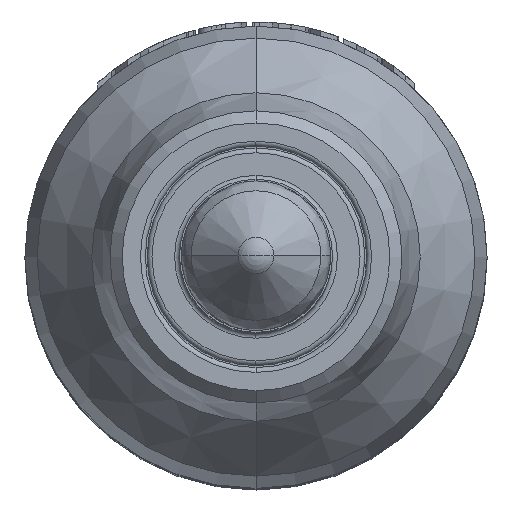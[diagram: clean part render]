
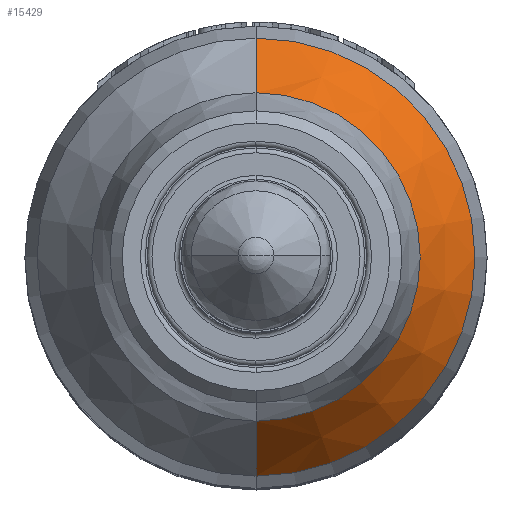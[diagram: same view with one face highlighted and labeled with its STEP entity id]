
A CAD part, top view. The second image highlights one B-rep face of the part: STEP entity #15429.
In plain terms, the highlighted conical face has half-angle 34.828 degrees and reference radius 7.875 mm.
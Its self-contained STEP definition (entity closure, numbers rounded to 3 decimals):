
#4808=CARTESIAN_POINT('',(0.,0.,26.366));
#4809=DIRECTION('',(0.,0.,-1.));
#4810=DIRECTION('',(0.,1.,0.));
#4811=AXIS2_PLACEMENT_3D('',#4808,#4809,#4810);
#4813=DIRECTION('',(0.,0.571,-0.821));
#4814=VECTOR('',#4813,3.94);
#4815=CARTESIAN_POINT('',(0.,6.75,29.6));
#4816=LINE('',#4815,#4814);
#4817=DIRECTION('',(0.,-0.571,-0.821));
#4818=VECTOR('',#4817,3.94);
#4819=CARTESIAN_POINT('',(0.,-6.75,29.6));
#4820=LINE('',#4819,#4818);
#4821=CARTESIAN_POINT('',(0.,0.,29.6));
#4822=DIRECTION('',(0.,0.,-1.));
#4823=DIRECTION('',(0.,1.,0.));
#4824=AXIS2_PLACEMENT_3D('',#4821,#4822,#4823);
#9946=CARTESIAN_POINT('',(0.,6.75,29.6));
#9947=CARTESIAN_POINT('',(0.,9.,26.366));
#9948=VERTEX_POINT('',#9946);
#9949=VERTEX_POINT('',#9947);
#9950=CARTESIAN_POINT('',(0.,-6.75,29.6));
#9951=CARTESIAN_POINT('',(0.,-9.,26.366));
#9952=VERTEX_POINT('',#9950);
#9953=VERTEX_POINT('',#9951);
#15415=CARTESIAN_POINT('',(0.,0.,27.983));
#15416=DIRECTION('',(0.,0.,-1.));
#15417=DIRECTION('',(0.,1.,0.));
#15418=AXIS2_PLACEMENT_3D('',#15415,#15416,#15417);
#15419=CONICAL_SURFACE('',#15418,7.875,34.828);
#15421=ORIENTED_EDGE('',*,*,#15420,.T.);
#15422=ORIENTED_EDGE('',*,*,#15410,.T.);
#15424=ORIENTED_EDGE('',*,*,#15423,.F.);
#15426=ORIENTED_EDGE('',*,*,#15425,.F.);
#15427=EDGE_LOOP('',(#15421,#15422,#15424,#15426));
#15428=FACE_OUTER_BOUND('',#15427,.F.);
#15429=ADVANCED_FACE('',(#15428),#15419,.T.);
#4812=CIRCLE('',#4811,9.);
#4825=CIRCLE('',#4824,6.75);
#15410=EDGE_CURVE('',#9949,#9953,#4812,.T.);
#15420=EDGE_CURVE('',#9948,#9949,#4816,.T.);
#15423=EDGE_CURVE('',#9952,#9953,#4820,.T.);
#15425=EDGE_CURVE('',#9948,#9952,#4825,.T.);
